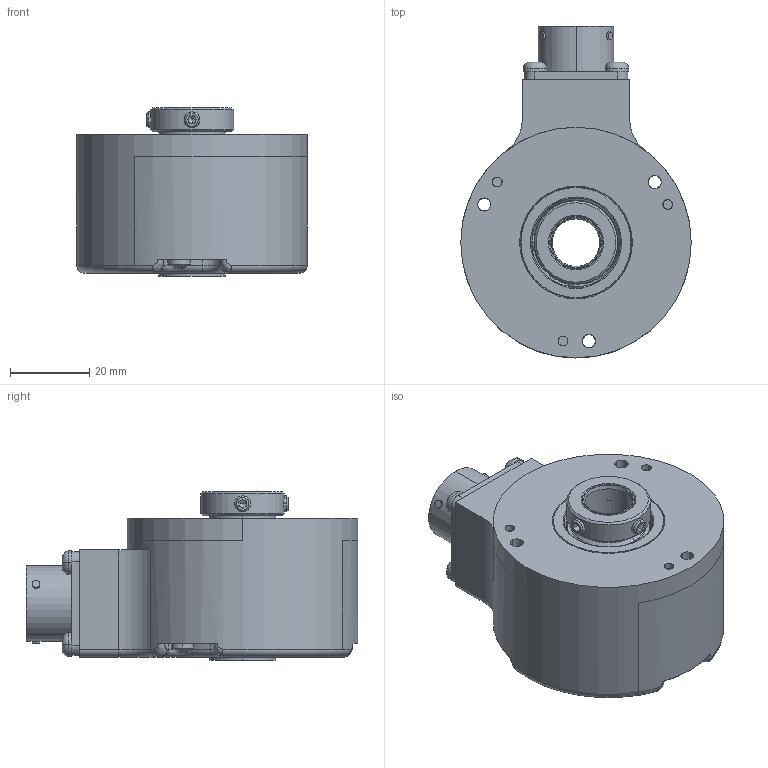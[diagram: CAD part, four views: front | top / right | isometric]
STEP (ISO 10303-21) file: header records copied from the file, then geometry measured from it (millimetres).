
FILE_DESCRIPTION((''),'2;1');
FILE_NAME('516181','2010-10-14T',('se2802'),(''),'PRO/ENGINEER BY PARAMETRIC TECHNOLOGY CORPORATION, 2010180','PRO/ENGINEER BY PARAMETRIC TECHNOLOGY CORPORATION, 2010180','');
FILE_SCHEMA(('CONFIG_CONTROL_DESIGN'));
Length unit declared in the file: millimetre
Products named in the file (1): 516181
Bounding box: 58 x 83.5 x 42.3 mm (x, y, z)
Volume: 100360.4 mm3; surface area: 19360.4 mm2
Topology: 1 solids, 3 shells, 462 faces, 1128 edges, 708 vertices
Faces by surface type: cylinder 219, plane 122, cone 48, torus 47, bspline 14, sphere 12
Entity records: 15878 total; most frequent: CARTESIAN_POINT 4579, DIRECTION 2605, ORIENTED_EDGE 2248, EDGE_CURVE 1124, AXIS2_PLACEMENT_3D 1109, VERTEX_POINT 708, CIRCLE 661, EDGE_LOOP 514
